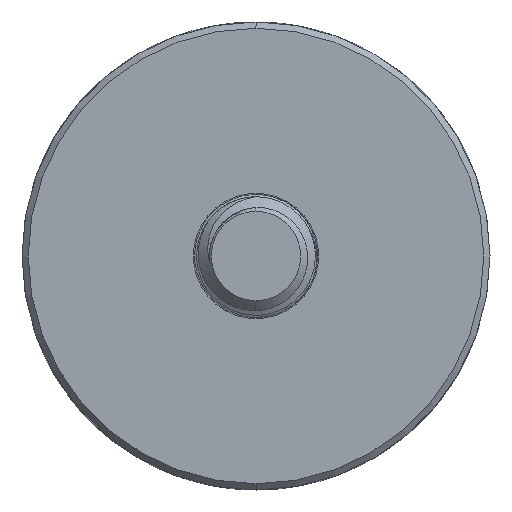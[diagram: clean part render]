
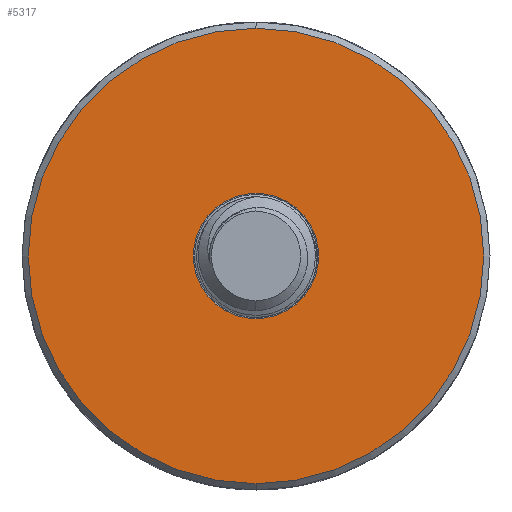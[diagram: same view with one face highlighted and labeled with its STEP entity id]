
A CAD part, front view. The second image highlights one B-rep face of the part: STEP entity #5317.
In plain terms, the highlighted face is planar.
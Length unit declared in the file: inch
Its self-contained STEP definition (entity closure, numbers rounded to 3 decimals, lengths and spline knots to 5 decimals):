
#86 = AXIS2_PLACEMENT_3D ( 'NONE', #11755, #5043, #12880 ) ;
#496 = VERTEX_POINT ( 'NONE', #14191 ) ;
#567 = AXIS2_PLACEMENT_3D ( 'NONE', #12359, #5648, #13485 ) ;
#1108 = EDGE_CURVE ( 'NONE', #8802, #7831, #6207, .T. ) ;
#2113 = CARTESIAN_POINT ( 'NONE',  ( -0.1005, 0., -0.375 ) ) ;
#2469 = PLANE ( 'NONE',  #8499 ) ;
#2554 = ORIENTED_EDGE ( 'NONE', *, *, #11102, .T. ) ;
#2603 = FACE_BOUND ( 'NONE', #6103, .T. ) ;
#3128 = DIRECTION ( 'NONE',  ( 0., 0., -1. ) ) ;
#3262 = DIRECTION ( 'NONE',  ( 0., 0., 1. ) ) ;
#3321 = AXIS2_PLACEMENT_3D ( 'NONE', #9978, #3262, #11099 ) ;
#3447 = CIRCLE ( 'NONE', #7459, 0.365 ) ;
#3560 = CARTESIAN_POINT ( 'NONE',  ( 0., 0., -0.375 ) ) ;
#3604 = DIRECTION ( 'NONE',  ( 0., 0., -1. ) ) ;
#5043 = DIRECTION ( 'NONE',  ( 0., 0., 1. ) ) ;
#5317 = ADVANCED_FACE ( 'NONE', ( #14508, #2603 ), #2469, .T. ) ;
#5648 = DIRECTION ( 'NONE',  ( 0., 0., -1. ) ) ;
#5909 = CIRCLE ( 'NONE', #3321, 0.1005 ) ;
#6103 = EDGE_LOOP ( 'NONE', ( #7536, #2554 ) ) ;
#6207 = CIRCLE ( 'NONE', #86, 0.1005 ) ;
#6283 = EDGE_LOOP ( 'NONE', ( #8141, #10058 ) ) ;
#6969 = CARTESIAN_POINT ( 'NONE',  ( -0.365, 0., -0.375 ) ) ;
#7459 = AXIS2_PLACEMENT_3D ( 'NONE', #9834, #3128, #10972 ) ;
#7536 = ORIENTED_EDGE ( 'NONE', *, *, #1108, .T. ) ;
#7831 = VERTEX_POINT ( 'NONE', #2113 ) ;
#8141 = ORIENTED_EDGE ( 'NONE', *, *, #12641, .T. ) ;
#8499 = AXIS2_PLACEMENT_3D ( 'NONE', #3560, #3604, #11430 ) ;
#8802 = VERTEX_POINT ( 'NONE', #8880 ) ;
#8880 = CARTESIAN_POINT ( 'NONE',  ( 0.1005, 0., -0.375 ) ) ;
#9341 = EDGE_CURVE ( 'NONE', #10802, #496, #10337, .T. ) ;
#9834 = CARTESIAN_POINT ( 'NONE',  ( 0., 0., -0.375 ) ) ;
#9978 = CARTESIAN_POINT ( 'NONE',  ( 0., 0., -0.375 ) ) ;
#10058 = ORIENTED_EDGE ( 'NONE', *, *, #9341, .T. ) ;
#10337 = CIRCLE ( 'NONE', #567, 0.365 ) ;
#10802 = VERTEX_POINT ( 'NONE', #6969 ) ;
#10972 = DIRECTION ( 'NONE',  ( -1., 0., 0. ) ) ;
#11099 = DIRECTION ( 'NONE',  ( 1., 0., 0. ) ) ;
#11102 = EDGE_CURVE ( 'NONE', #7831, #8802, #5909, .T. ) ;
#11430 = DIRECTION ( 'NONE',  ( -1., 0., 0. ) ) ;
#11755 = CARTESIAN_POINT ( 'NONE',  ( 0., 0., -0.375 ) ) ;
#12359 = CARTESIAN_POINT ( 'NONE',  ( 0., 0., -0.375 ) ) ;
#12641 = EDGE_CURVE ( 'NONE', #496, #10802, #3447, .T. ) ;
#12880 = DIRECTION ( 'NONE',  ( 1., 0., 0. ) ) ;
#13485 = DIRECTION ( 'NONE',  ( -1., 0., 0. ) ) ;
#14191 = CARTESIAN_POINT ( 'NONE',  ( 0.365, 0., -0.375 ) ) ;
#14508 = FACE_OUTER_BOUND ( 'NONE', #6283, .T. ) ;
